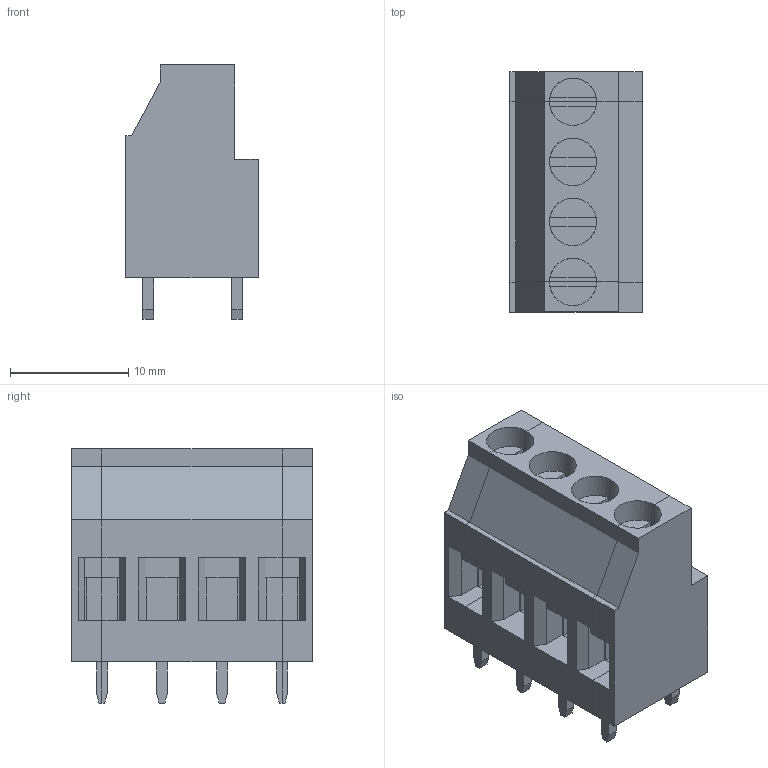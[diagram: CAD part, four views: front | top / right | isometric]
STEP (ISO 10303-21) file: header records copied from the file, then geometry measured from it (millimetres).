
FILE_DESCRIPTION( ( 'Unknown' ), '1' );
FILE_NAME( '691245510004.stp', 'Unknown', ( 'Unknown' ), ( 'Unknown' ), 'PSStep 18.0.17', 'Unknown', ' ' );
FILE_SCHEMA( ( 'AUTOMOTIVE_DESIGN { 1 0 10303 214 1 1 1 1 }' ) );
Length unit declared in the file: millimetre
Products named in the file (4): Assem1; 6912455100xx_SX; 6912455100xx_DX; 691245510004
Assembly tree (3 placements, depth 2):
  Assem1
    6912455100xx_SX
    6912455100xx_DX
    691245510004
Bounding box: 11.2 x 20.32 x 21.5 mm (x, y, z)
Volume: 3055.8 mm3; surface area: 2717.5 mm2
Topology: 3 solids, 3 shells, 207 faces, 579 edges, 386 vertices
Faces by surface type: plane 201, cylinder 6
Full cylindrical faces by diameter (mm): 4 x2
Entity records: 8237 total; most frequent: CARTESIAN_POINT 1170, ORIENTED_EDGE 1150, DIRECTION 1023, EDGE_CURVE 575, LINE 549, VECTOR 549, VERTEX_POINT 384, AXIS2_PLACEMENT_3D 237
